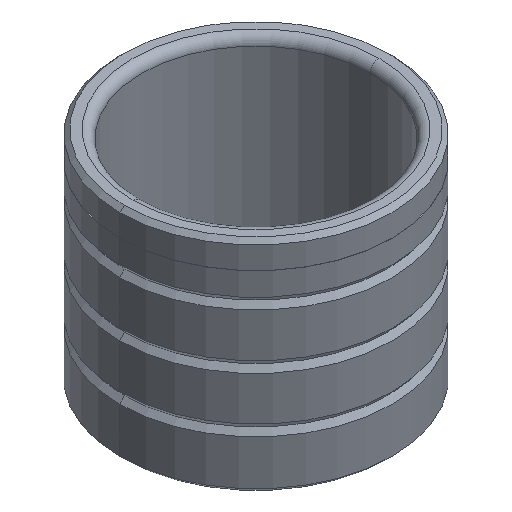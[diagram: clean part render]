
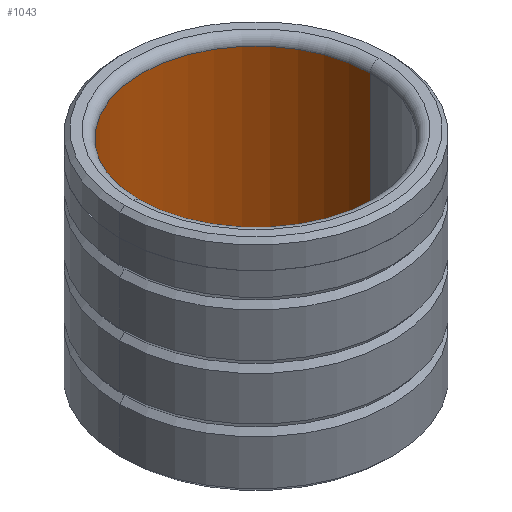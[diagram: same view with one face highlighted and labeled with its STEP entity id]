
A CAD part, isometric view. The second image highlights one B-rep face of the part: STEP entity #1043.
In plain terms, the highlighted cylindrical face has radius 13 mm (diameter 26 mm), a partial arc.
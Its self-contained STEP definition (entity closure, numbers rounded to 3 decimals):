
#30 = LINE ( 'NONE', #1529, #1087 ) ;
#117 = EDGE_CURVE ( 'NONE', #1099, #1683, #1546, .T. ) ;
#131 = CARTESIAN_POINT ( 'NONE',  ( 0., 0., 1. ) ) ;
#147 = AXIS2_PLACEMENT_3D ( 'NONE', #131, #1098, #279 ) ;
#258 = EDGE_LOOP ( 'NONE', ( #460, #1195, #1097, #1016 ) ) ;
#279 = DIRECTION ( 'NONE',  ( 1., 0., 0. ) ) ;
#373 = CARTESIAN_POINT ( 'NONE',  ( 0., 0., 25. ) ) ;
#454 = CARTESIAN_POINT ( 'NONE',  ( 13., 0., 25. ) ) ;
#457 = CARTESIAN_POINT ( 'NONE',  ( -13., 0., 24. ) ) ;
#460 = ORIENTED_EDGE ( 'NONE', *, *, #685, .F. ) ;
#524 = CARTESIAN_POINT ( 'NONE',  ( 13., 0., 24. ) ) ;
#596 = DIRECTION ( 'NONE',  ( 0., 0., -1. ) ) ;
#627 = CYLINDRICAL_SURFACE ( 'NONE', #796, 13. ) ;
#661 = FACE_OUTER_BOUND ( 'NONE', #258, .T. ) ;
#685 = EDGE_CURVE ( 'NONE', #1099, #790, #1631, .T. ) ;
#709 = EDGE_CURVE ( 'NONE', #1683, #1050, #30, .T. ) ;
#790 = VERTEX_POINT ( 'NONE', #851 ) ;
#796 = AXIS2_PLACEMENT_3D ( 'NONE', #373, #919, #1051 ) ;
#851 = CARTESIAN_POINT ( 'NONE',  ( 13., 0., 1. ) ) ;
#919 = DIRECTION ( 'NONE',  ( 0., 0., -1. ) ) ;
#1001 = AXIS2_PLACEMENT_3D ( 'NONE', #1274, #1266, #1150 ) ;
#1016 = ORIENTED_EDGE ( 'NONE', *, *, #1488, .T. ) ;
#1043 = ADVANCED_FACE ( 'NONE', ( #661 ), #627, .F. ) ;
#1050 = VERTEX_POINT ( 'NONE', #1056 ) ;
#1051 = DIRECTION ( 'NONE',  ( -1., 0., 0. ) ) ;
#1056 = CARTESIAN_POINT ( 'NONE',  ( -13., 0., 1. ) ) ;
#1087 = VECTOR ( 'NONE', #596, 1000. ) ;
#1097 = ORIENTED_EDGE ( 'NONE', *, *, #709, .T. ) ;
#1098 = DIRECTION ( 'NONE',  ( 0., 0., -1. ) ) ;
#1099 = VERTEX_POINT ( 'NONE', #524 ) ;
#1150 = DIRECTION ( 'NONE',  ( 1., 0., 0. ) ) ;
#1195 = ORIENTED_EDGE ( 'NONE', *, *, #117, .T. ) ;
#1266 = DIRECTION ( 'NONE',  ( 0., 0., 1. ) ) ;
#1274 = CARTESIAN_POINT ( 'NONE',  ( 0., 0., 24. ) ) ;
#1353 = CIRCLE ( 'NONE', #147, 13. ) ;
#1388 = DIRECTION ( 'NONE',  ( 0., 0., -1. ) ) ;
#1488 = EDGE_CURVE ( 'NONE', #1050, #790, #1353, .T. ) ;
#1529 = CARTESIAN_POINT ( 'NONE',  ( -13., 0., 25. ) ) ;
#1546 = CIRCLE ( 'NONE', #1001, 13. ) ;
#1596 = VECTOR ( 'NONE', #1388, 1000. ) ;
#1631 = LINE ( 'NONE', #454, #1596 ) ;
#1683 = VERTEX_POINT ( 'NONE', #457 ) ;
